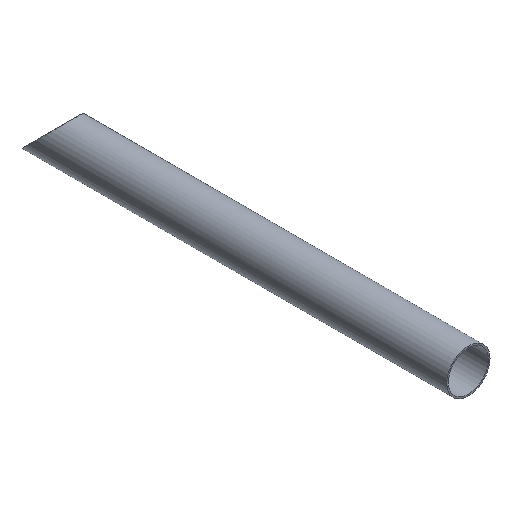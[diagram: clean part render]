
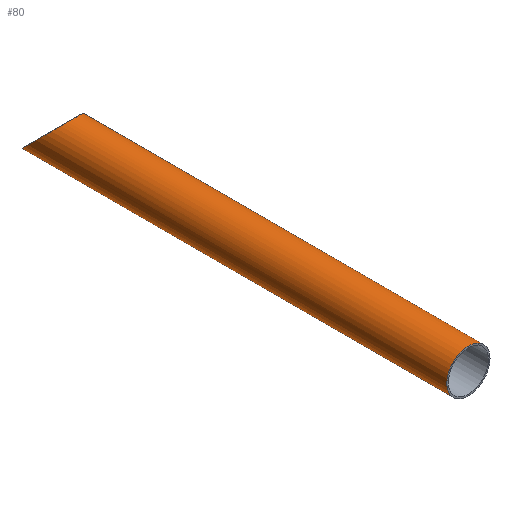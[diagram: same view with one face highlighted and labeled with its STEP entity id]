
A CAD part, isometric view. The second image highlights one B-rep face of the part: STEP entity #80.
In plain terms, the highlighted cylindrical face has radius 44.45 mm (diameter 88.9 mm), a full revolution.
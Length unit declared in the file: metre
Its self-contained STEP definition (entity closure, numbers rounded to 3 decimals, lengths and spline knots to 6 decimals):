
#23=ELLIPSE('',#102,0.062862,0.04445);
#25=CIRCLE('',#101,0.04445);
#29=ORIENTED_EDGE('',*,*,#41,.T.);
#30=ORIENTED_EDGE('',*,*,#42,.F.);
#31=ORIENTED_EDGE('',*,*,#43,.F.);
#41=EDGE_CURVE('',#47,#47,#51,.T.);
#42=EDGE_CURVE('',#48,#48,#25,.T.);
#43=EDGE_CURVE('',#49,#49,#23,.T.);
#47=VERTEX_POINT('',#222);
#48=VERTEX_POINT('',#224);
#49=VERTEX_POINT('',#226);
#51=B_SPLINE_CURVE_WITH_KNOTS('',3,(#177,#178,#179,#180,#181,#182,#183,
#184,#185,#186,#187,#188,#189,#190,#191,#192,#193,#194,#195,#196,#197,#198,
#199,#200,#201,#202,#203,#204,#205,#206,#207,#208,#209,#210,#211,#212,#213,
#214,#215,#216,#217,#218,#219,#220,#221),.UNSPECIFIED.,.T.,.F.,(1,1,1,1,
1,1,1,1,1,1,1,1,1,1,1,1,1,1,1,1,1,1,1,1,1,1,1,1,1,1,1,1,1,1,1,1,1,1,1,1,
1,1,1,1,1,1,1,1,1),(-0.012472,-0.009977,-0.004989,
0.,0.004989,0.009977,0.014966,0.019955,
0.022449,0.024944,0.029932,0.034921,
0.03991,0.042404,0.044899,0.047393,
0.049887,0.054876,0.059865,0.062359,
0.064854,0.069842,0.072337,0.074831,
0.07982,0.084808,0.087303,0.089797,
0.094786,0.099775,0.104763,0.107258,
0.109752,0.112247,0.114741,0.11973,
0.124718,0.127213,0.129707,0.134696,
0.139685,0.144673,0.147168,0.149662,
0.154651,0.15964,0.164628,0.169617,
0.174606),.UNSPECIFIED.);
#55=EDGE_LOOP('',(#29));
#56=EDGE_LOOP('',(#30));
#57=EDGE_LOOP('',(#31));
#67=FACE_BOUND('',#55,.T.);
#68=FACE_BOUND('',#56,.T.);
#69=FACE_BOUND('',#57,.T.);
#77=CYLINDRICAL_SURFACE('',#100,0.04445);
#80=ADVANCED_FACE('',(#67,#68,#69),#77,.T.);
#100=AXIS2_PLACEMENT_3D('',#176,#114,#115);
#101=AXIS2_PLACEMENT_3D('',#223,#116,#117);
#102=AXIS2_PLACEMENT_3D('',#225,#118,#119);
#114=DIRECTION('',(0.,1.,0.));
#115=DIRECTION('',(0.,0.,1.));
#116=DIRECTION('',(0.,-1.,0.));
#117=DIRECTION('',(0.,0.,-1.));
#118=DIRECTION('',(0.,0.707,0.707));
#119=DIRECTION('',(0.,0.707,-0.707));
#176=CARTESIAN_POINT('',(0.,-0.9,0.));
#177=CARTESIAN_POINT('',(0.024652,-0.455079,-0.036993));
#178=CARTESIAN_POINT('',(0.025171,-0.44998,-0.036635));
#179=CARTESIAN_POINT('',(0.024664,-0.445002,-0.036986));
#180=CARTESIAN_POINT('',(0.02319,-0.440238,-0.037943));
#181=CARTESIAN_POINT('',(0.02088,-0.435973,-0.03928));
#182=CARTESIAN_POINT('',(0.018329,-0.432868,-0.040528));
#183=CARTESIAN_POINT('',(0.015972,-0.430716,-0.041497));
#184=CARTESIAN_POINT('',(0.01337,-0.428768,-0.042432));
#185=CARTESIAN_POINT('',(0.009847,-0.426846,-0.043429));
#186=CARTESIAN_POINT('',(0.005045,-0.425345,-0.044255));
#187=CARTESIAN_POINT('',(0.000929,-0.424919,-0.044496));
#188=CARTESIAN_POINT('',(-0.002457,-0.425078,-0.044406));
#189=CARTESIAN_POINT('',(-0.004922,-0.425448,-0.044199));
#190=CARTESIAN_POINT('',(-0.007329,-0.426055,-0.043864));
#191=CARTESIAN_POINT('',(-0.010459,-0.427188,-0.043252));
#192=CARTESIAN_POINT('',(-0.014027,-0.429117,-0.04225));
#193=CARTESIAN_POINT('',(-0.017157,-0.431695,-0.041037));
#194=CARTESIAN_POINT('',(-0.019298,-0.434047,-0.040054));
#195=CARTESIAN_POINT('',(-0.021236,-0.436636,-0.039073));
#196=CARTESIAN_POINT('',(-0.02277,-0.439462,-0.038186));
#197=CARTESIAN_POINT('',(-0.023897,-0.442517,-0.037483));
#198=CARTESIAN_POINT('',(-0.024736,-0.445758,-0.036936));
#199=CARTESIAN_POINT('',(-0.025168,-0.449864,-0.036637));
#200=CARTESIAN_POINT('',(-0.02476,-0.4541,-0.036919));
#201=CARTESIAN_POINT('',(-0.023956,-0.457291,-0.037446));
#202=CARTESIAN_POINT('',(-0.022834,-0.460411,-0.038149));
#203=CARTESIAN_POINT('',(-0.02092,-0.463968,-0.039259));
#204=CARTESIAN_POINT('',(-0.017852,-0.467721,-0.040764));
#205=CARTESIAN_POINT('',(-0.01477,-0.470285,-0.041967));
#206=CARTESIAN_POINT('',(-0.011984,-0.471986,-0.042823));
#207=CARTESIAN_POINT('',(-0.009796,-0.473043,-0.043377));
#208=CARTESIAN_POINT('',(-0.007497,-0.473893,-0.043835));
#209=CARTESIAN_POINT('',(-0.004244,-0.474736,-0.044301));
#210=CARTESIAN_POINT('',(-0.000111,-0.475169,-0.044546));
#211=CARTESIAN_POINT('',(0.004123,-0.474756,-0.044312));
#212=CARTESIAN_POINT('',(0.007326,-0.473945,-0.043864));
#213=CARTESIAN_POINT('',(0.010455,-0.472814,-0.043253));
#214=CARTESIAN_POINT('',(0.014038,-0.470877,-0.042247));
#215=CARTESIAN_POINT('',(0.017798,-0.467774,-0.040788));
#216=CARTESIAN_POINT('',(0.020334,-0.4647,-0.039548));
#217=CARTESIAN_POINT('',(0.022024,-0.461913,-0.038618));
#218=CARTESIAN_POINT('',(0.023418,-0.459006,-0.037794));
#219=CARTESIAN_POINT('',(0.024652,-0.455079,-0.036993));
#220=CARTESIAN_POINT('',(0.025171,-0.44998,-0.036635));
#221=CARTESIAN_POINT('',(0.024664,-0.445002,-0.036986));
#222=CARTESIAN_POINT('',(0.025,-0.45,-0.036753));
#223=CARTESIAN_POINT('',(0.,-0.9,0.));
#224=CARTESIAN_POINT('',(0.,-0.9,-0.04445));
#225=CARTESIAN_POINT('',(0.,-0.04445,0.));
#226=CARTESIAN_POINT('',(0.,0.,-0.04445));
